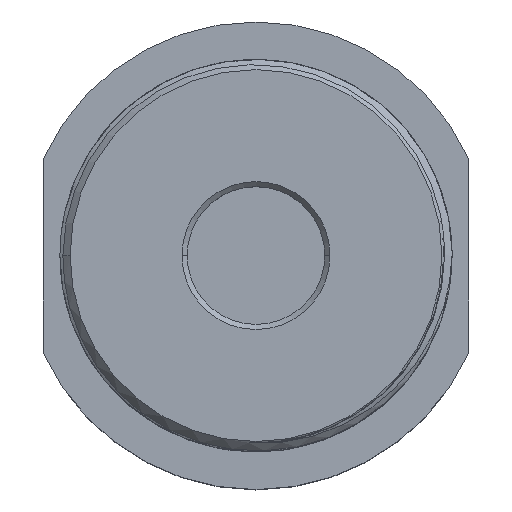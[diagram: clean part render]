
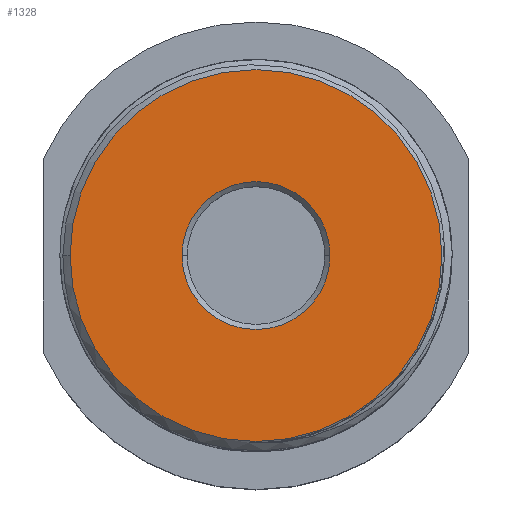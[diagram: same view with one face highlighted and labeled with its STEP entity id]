
A CAD part, top view. The second image highlights one B-rep face of the part: STEP entity #1328.
In plain terms, the highlighted planar face has unit normal (0, 0, 1).
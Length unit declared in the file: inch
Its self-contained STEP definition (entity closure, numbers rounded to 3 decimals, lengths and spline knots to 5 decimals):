
#291 = VERTEX_POINT ( 'NONE', #5280 ) ;
#401 = AXIS2_PLACEMENT_3D ( 'NONE', #4723, #4559, #4634 ) ;
#548 = AXIS2_PLACEMENT_3D ( 'NONE', #1114, #4052, #1531 ) ;
#838 = CIRCLE ( 'NONE', #401, 0.435 ) ;
#990 = VERTEX_POINT ( 'NONE', #4664 ) ;
#1047 = EDGE_CURVE ( 'Defeatured_0_11+Defeatured_0_27+Defeatured_0_27+Defeatured_0_27', #291, #2740, #1379, .T. ) ;
#1114 = CARTESIAN_POINT ( 'NONE',  ( -0.87411, 1.09394, 4.21786 ) ) ;
#1135 = CIRCLE ( 'NONE', #548, 1.0935 ) ;
#1236 = ORIENTED_EDGE ( 'NONE', *, *, #3582, .T. ) ;
#1328 = ADVANCED_FACE ( 'Defeatured_0_11', ( #3370, #5219 ), #1763, .T. ) ;
#1379 = CIRCLE ( 'NONE', #1830, 0.435 ) ;
#1531 = DIRECTION ( 'NONE',  ( -1., 0., 0. ) ) ;
#1566 = EDGE_LOOP ( 'NONE', ( #3225, #4007 ) ) ;
#1572 = CARTESIAN_POINT ( 'NONE',  ( -0.87411, 1.09394, 4.21786 ) ) ;
#1653 = ORIENTED_EDGE ( 'NONE', *, *, #1047, .T. ) ;
#1763 = PLANE ( 'NONE',  #5505 ) ;
#1830 = AXIS2_PLACEMENT_3D ( 'NONE', #2654, #2686, #2693 ) ;
#2047 = CARTESIAN_POINT ( 'NONE',  ( 0.21939, 1.09394, 4.21786 ) ) ;
#2560 = EDGE_LOOP ( 'NONE', ( #1236, #1653 ) ) ;
#2614 = CARTESIAN_POINT ( 'NONE',  ( -0.43911, 1.09394, 4.21786 ) ) ;
#2654 = CARTESIAN_POINT ( 'NONE',  ( -0.87411, 1.09394, 4.21786 ) ) ;
#2686 = DIRECTION ( 'NONE',  ( 0., 0., -1. ) ) ;
#2693 = DIRECTION ( 'NONE',  ( -1., 0., 0. ) ) ;
#2740 = VERTEX_POINT ( 'NONE', #2614 ) ;
#2800 = DIRECTION ( 'NONE',  ( -1., 0., 0. ) ) ;
#2902 = VERTEX_POINT ( 'NONE', #2047 ) ;
#3225 = ORIENTED_EDGE ( 'NONE', *, *, #4809, .F. ) ;
#3370 = FACE_BOUND ( 'NONE', #2560, .T. ) ;
#3582 = EDGE_CURVE ( 'Defeatured_0_11+Defeatured_0_27+Defeatured_0_27+Defeatured_0_27', #2740, #291, #838, .T. ) ;
#3641 = AXIS2_PLACEMENT_3D ( 'NONE', #4049, #4923, #2800 ) ;
#3831 = DIRECTION ( 'NONE',  ( 1., 0., 0. ) ) ;
#4007 = ORIENTED_EDGE ( 'NONE', *, *, #4388, .F. ) ;
#4049 = CARTESIAN_POINT ( 'NONE',  ( -0.87411, 1.09394, 4.21786 ) ) ;
#4052 = DIRECTION ( 'NONE',  ( 0., 0., -1. ) ) ;
#4254 = CIRCLE ( 'NONE', #3641, 1.0935 ) ;
#4268 = DIRECTION ( 'NONE',  ( 0., 0., 1. ) ) ;
#4388 = EDGE_CURVE ( 'Defeatured_0_1+Defeatured_0_11+Defeatured_0_11+Defeatured_0_11', #2902, #990, #4254, .T. ) ;
#4559 = DIRECTION ( 'NONE',  ( 0., 0., -1. ) ) ;
#4634 = DIRECTION ( 'NONE',  ( -1., 0., 0. ) ) ;
#4664 = CARTESIAN_POINT ( 'NONE',  ( -1.96761, 1.09394, 4.21786 ) ) ;
#4723 = CARTESIAN_POINT ( 'NONE',  ( -0.87411, 1.09394, 4.21786 ) ) ;
#4809 = EDGE_CURVE ( 'Defeatured_0_1+Defeatured_0_11+Defeatured_0_11+Defeatured_0_11', #990, #2902, #1135, .T. ) ;
#4923 = DIRECTION ( 'NONE',  ( 0., 0., -1. ) ) ;
#5219 = FACE_OUTER_BOUND ( 'NONE', #1566, .T. ) ;
#5280 = CARTESIAN_POINT ( 'NONE',  ( -1.30911, 1.09394, 4.21786 ) ) ;
#5505 = AXIS2_PLACEMENT_3D ( 'NONE', #1572, #4268, #3831 ) ;
